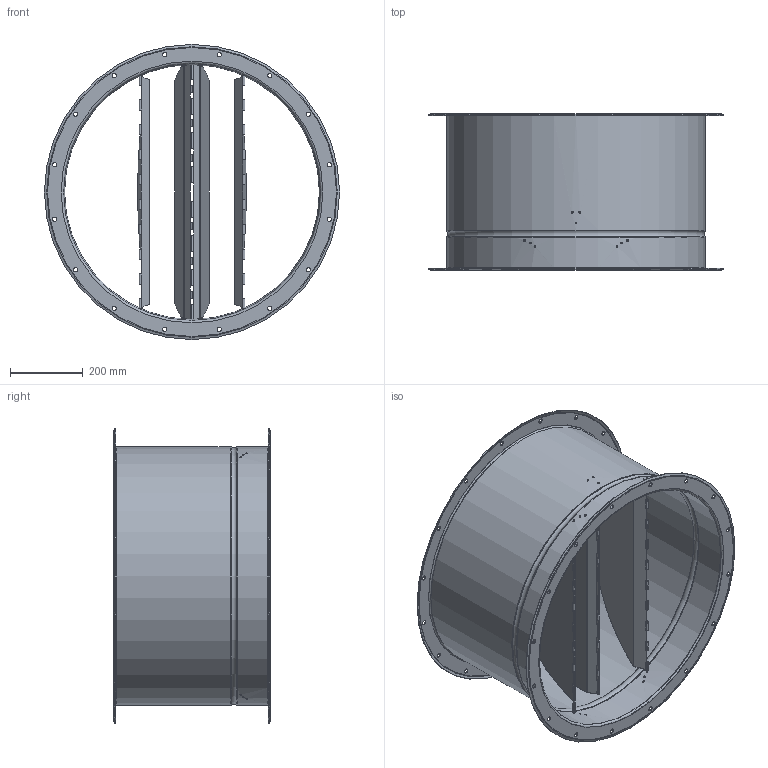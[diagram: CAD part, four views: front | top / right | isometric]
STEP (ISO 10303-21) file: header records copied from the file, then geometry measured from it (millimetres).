
FILE_DESCRIPTION (( 'STEP AP203' ), '1' );
FILE_NAME ('1SE9267_SA 710.STEP', '2022-02-25T10:24:15', ( '' ), ( '' ), 'SwSTEP 2.0', 'SolidWorks 2018', '' );
FILE_SCHEMA (( 'CONFIG_CONTROL_DESIGN' ));
Length unit declared in the file: millimetre
Products named in the file (5): 1SE9267_SA 710; K522_ALETTA ESTERNA SERRANDA 710; K521_ALETTA CENTRALE 2 SERRANDA 710; K519_CASSA SERRANDA 710; K520_ALETTA CENTRALE 1 SERRANDA 710
Assembly tree (5 placements, depth 2):
  1SE9267_SA 710
    K519_CASSA SERRANDA 710
    K520_ALETTA CENTRALE 1 SERRANDA 710
    K522_ALETTA ESTERNA SERRANDA 710  x2
    K521_ALETTA CENTRALE 2 SERRANDA 710
Bounding box: 812 x 430 x 812 mm (x, y, z)
Volume: 2751115.5 mm3; surface area: 3328224.4 mm2
Topology: 5 solids, 5 shells, 369 faces, 925 edges, 566 vertices
Faces by surface type: plane 197, cylinder 144, torus 14, bspline 8, cone 6
Full cylindrical faces by diameter (mm): 5 x12, 5.25 x6, 12 x32, 708 x2, 712 x2
Entity records: 11040 total; most frequent: CARTESIAN_POINT 3678, DIRECTION 1393, ORIENTED_EDGE 1290, EDGE_CURVE 645, AXIS2_PLACEMENT_3D 505, EDGE_LOOP 473, VERTEX_POINT 434, LINE 383
